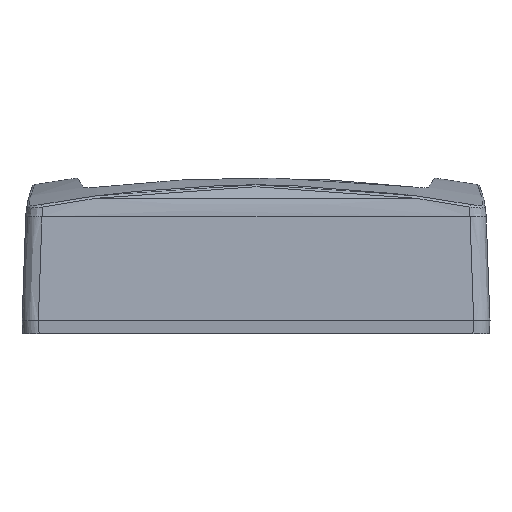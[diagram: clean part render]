
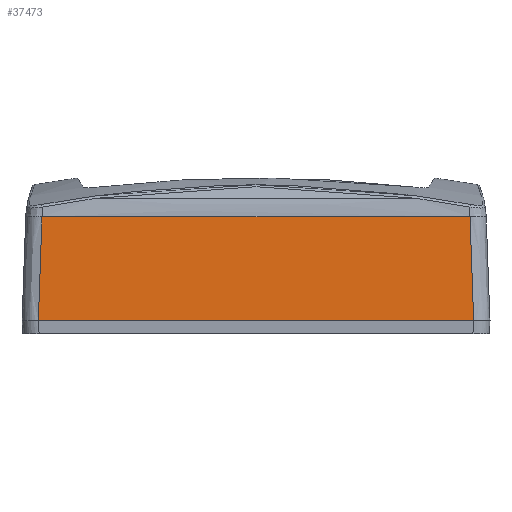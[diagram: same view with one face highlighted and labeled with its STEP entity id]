
A CAD part, front view. The second image highlights one B-rep face of the part: STEP entity #37473.
In plain terms, the highlighted free-form (B-spline) face has degree [3, 3] with [4, 4] control points.
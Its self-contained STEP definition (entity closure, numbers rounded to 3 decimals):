
#36223=CARTESIAN_POINT('Vertex',(33.484,-35.983,0.)) ;
#36226=CARTESIAN_POINT('Line Origine',(0.,-35.983,0.)) ;
#36230=CARTESIAN_POINT('Vertex',(-33.484,-35.983,0.)) ;
#37433=CARTESIAN_POINT('Control Point',(36.,-36.,-0.5)) ;
#37434=CARTESIAN_POINT('Control Point',(36.,-35.767,6.163)) ;
#37435=CARTESIAN_POINT('Control Point',(36.,-35.535,12.825)) ;
#37436=CARTESIAN_POINT('Control Point',(36.,-35.302,19.488)) ;
#37437=CARTESIAN_POINT('Control Point',(12.,-36.,-0.5)) ;
#37438=CARTESIAN_POINT('Control Point',(12.,-35.767,6.163)) ;
#37439=CARTESIAN_POINT('Control Point',(12.,-35.535,12.825)) ;
#37440=CARTESIAN_POINT('Control Point',(12.,-35.302,19.488)) ;
#37441=CARTESIAN_POINT('Control Point',(-12.,-36.,-0.5)) ;
#37442=CARTESIAN_POINT('Control Point',(-12.,-35.767,6.163)) ;
#37443=CARTESIAN_POINT('Control Point',(-12.,-35.535,12.825)) ;
#37444=CARTESIAN_POINT('Control Point',(-12.,-35.302,19.488)) ;
#37445=CARTESIAN_POINT('Control Point',(-36.,-36.,-0.5)) ;
#37446=CARTESIAN_POINT('Control Point',(-36.,-35.767,6.163)) ;
#37447=CARTESIAN_POINT('Control Point',(-36.,-35.535,12.825)) ;
#37448=CARTESIAN_POINT('Control Point',(-36.,-35.302,19.488)) ;
#37450=CARTESIAN_POINT('Control Point',(32.925,-35.424,16.)) ;
#37451=CARTESIAN_POINT('Control Point',(33.484,-35.983,0.)) ;
#37452=CARTESIAN_POINT('Vertex',(32.925,-35.424,16.)) ;
#37456=CARTESIAN_POINT('Control Point',(32.925,-35.424,16.)) ;
#37457=CARTESIAN_POINT('Control Point',(10.975,-35.424,16.)) ;
#37458=CARTESIAN_POINT('Control Point',(-10.975,-35.424,16.)) ;
#37459=CARTESIAN_POINT('Control Point',(-32.925,-35.424,16.)) ;
#37460=CARTESIAN_POINT('Vertex',(-32.925,-35.424,16.)) ;
#37464=CARTESIAN_POINT('Control Point',(-33.484,-35.983,0.)) ;
#37465=CARTESIAN_POINT('Control Point',(-32.925,-35.424,16.)) ;
#36227=DIRECTION('Vector Direction',(-1.,0.,0.)) ;
#36228=VECTOR('Line Direction',#36227,1.) ;
#37468=ORIENTED_EDGE('',*,*,#36232,.F.) ;
#37469=ORIENTED_EDGE('',*,*,#37454,.F.) ;
#37470=ORIENTED_EDGE('',*,*,#37462,.F.) ;
#37471=ORIENTED_EDGE('',*,*,#37466,.F.) ;
#37473=ADVANCED_FACE('Corps principal ( *SOL1 - wsp *MASTER -  )',(#37472),#37432,.F.) ;
#37449=B_SPLINE_CURVE_WITH_KNOTS('',1,(#37450,#37451),.UNSPECIFIED.,.F.,.U.,(2,2),(0.,16.019),.UNSPECIFIED.) ;
#37455=B_SPLINE_CURVE_WITH_KNOTS('',3,(#37456,#37457,#37458,#37459),.UNSPECIFIED.,.F.,.U.,(4,4),(3.075,68.925),.UNSPECIFIED.) ;
#37463=B_SPLINE_CURVE_WITH_KNOTS('',1,(#37464,#37465),.UNSPECIFIED.,.F.,.U.,(2,2),(0.501,16.52),.UNSPECIFIED.) ;
#37432=B_SPLINE_SURFACE_WITH_KNOTS('',3,3,((#37433,#37434,#37435,#37436),(#37437,#37438,#37439,#37440),(#37441,#37442,#37443,#37444),(#37445,#37446,#37447,#37448)),.UNSPECIFIED.,.F.,.F.,.U.,(4,4),(4,4),(0.,72.),(0.,20.),.UNSPECIFIED.) ;
#36232=EDGE_CURVE('',#36224,#36231,#36229,.T.) ;
#37454=EDGE_CURVE('',#37453,#36224,#37449,.T.) ;
#37462=EDGE_CURVE('',#37461,#37453,#37455,.F.) ;
#37466=EDGE_CURVE('',#36231,#37461,#37463,.T.) ;
#37467=EDGE_LOOP('',(#37468,#37469,#37470,#37471)) ;
#37472=FACE_OUTER_BOUND('',#37467,.T.) ;
#36229=LINE('Line',#36226,#36228) ;
#36224=VERTEX_POINT('',#36223) ;
#36231=VERTEX_POINT('',#36230) ;
#37453=VERTEX_POINT('',#37452) ;
#37461=VERTEX_POINT('',#37460) ;
